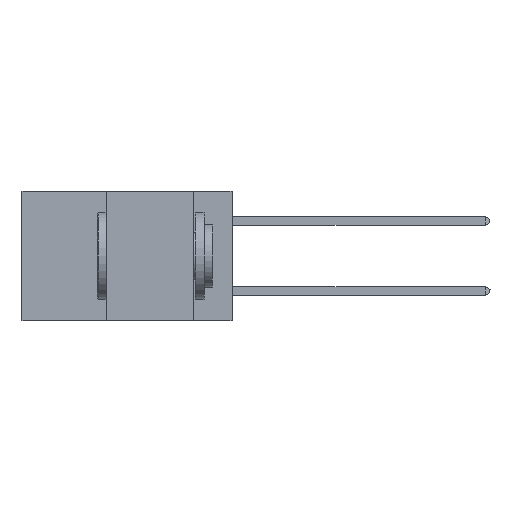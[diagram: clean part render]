
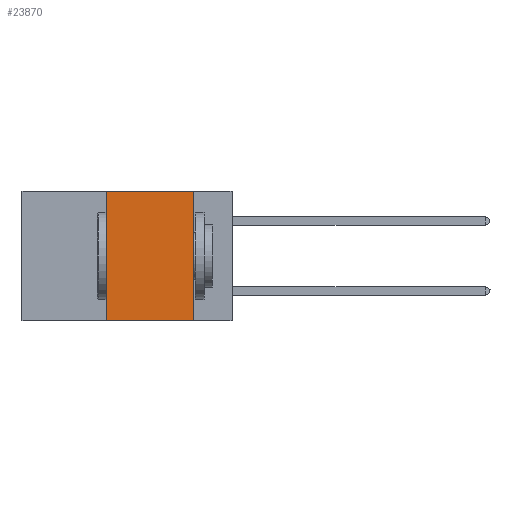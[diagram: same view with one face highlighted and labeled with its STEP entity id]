
A CAD part, left-side view. The second image highlights one B-rep face of the part: STEP entity #23870.
In plain terms, the highlighted planar face has unit normal (-1, 0, 0).
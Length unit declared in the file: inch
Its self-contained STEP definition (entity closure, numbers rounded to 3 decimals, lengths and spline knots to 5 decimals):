
#55 = VECTOR ( 'NONE', #10541, 39.37008 ) ;
#796 = LINE ( 'NONE', #11238, #22719 ) ;
#1885 = CARTESIAN_POINT ( 'NONE',  ( 0., 0.11, 0. ) ) ;
#2246 = VERTEX_POINT ( 'NONE', #21768 ) ;
#6113 = EDGE_CURVE ( 'NONE', #2246, #18099, #796, .T. ) ;
#6287 = LINE ( 'NONE', #1885, #27228 ) ;
#7732 = CARTESIAN_POINT ( 'NONE',  ( 0., 0.36, 0. ) ) ;
#8610 = LINE ( 'NONE', #28056, #55 ) ;
#9021 = CARTESIAN_POINT ( 'NONE',  ( 0., 0.11, -0.37 ) ) ;
#9883 = ORIENTED_EDGE ( 'NONE', *, *, #6113, .T. ) ;
#9922 = LINE ( 'NONE', #15267, #15054 ) ;
#10541 = DIRECTION ( 'NONE',  ( 0., 0., 1. ) ) ;
#11052 = DIRECTION ( 'NONE',  ( 0., -1., 0. ) ) ;
#11238 = CARTESIAN_POINT ( 'NONE',  ( 0., 0.6, -0.37 ) ) ;
#11524 = DIRECTION ( 'NONE',  ( 0., 0., -1. ) ) ;
#11916 = ORIENTED_EDGE ( 'NONE', *, *, #14832, .F. ) ;
#12424 = FACE_OUTER_BOUND ( 'NONE', #26877, .T. ) ;
#14016 = CARTESIAN_POINT ( 'NONE',  ( 0., 0.6, 0. ) ) ;
#14578 = VERTEX_POINT ( 'NONE', #16899 ) ;
#14832 = EDGE_CURVE ( 'NONE', #14578, #18099, #6287, .T. ) ;
#15054 = VECTOR ( 'NONE', #28253, 39.37008 ) ;
#15267 = CARTESIAN_POINT ( 'NONE',  ( 0., 0.6, 0. ) ) ;
#16240 = DIRECTION ( 'NONE',  ( 1., 0., 0. ) ) ;
#16899 = CARTESIAN_POINT ( 'NONE',  ( 0., 0.11, 0. ) ) ;
#18099 = VERTEX_POINT ( 'NONE', #9021 ) ;
#19902 = EDGE_CURVE ( 'NONE', #2246, #25124, #8610, .T. ) ;
#20461 = PLANE ( 'NONE',  #20952 ) ;
#20790 = ORIENTED_EDGE ( 'NONE', *, *, #25882, .F. ) ;
#20952 = AXIS2_PLACEMENT_3D ( 'NONE', #14016, #16240, #11524 ) ;
#21768 = CARTESIAN_POINT ( 'NONE',  ( 0., 0.36, -0.37 ) ) ;
#22719 = VECTOR ( 'NONE', #11052, 39.37008 ) ;
#23806 = DIRECTION ( 'NONE',  ( 0., 0., -1. ) ) ;
#23870 = ADVANCED_FACE ( 'NONE', ( #12424 ), #20461, .F. ) ;
#25124 = VERTEX_POINT ( 'NONE', #7732 ) ;
#25703 = ORIENTED_EDGE ( 'NONE', *, *, #19902, .F. ) ;
#25882 = EDGE_CURVE ( 'NONE', #25124, #14578, #9922, .T. ) ;
#26877 = EDGE_LOOP ( 'NONE', ( #11916, #20790, #25703, #9883 ) ) ;
#27228 = VECTOR ( 'NONE', #23806, 39.37008 ) ;
#28056 = CARTESIAN_POINT ( 'NONE',  ( 0., 0.36, 0. ) ) ;
#28253 = DIRECTION ( 'NONE',  ( 0., -1., 0. ) ) ;
